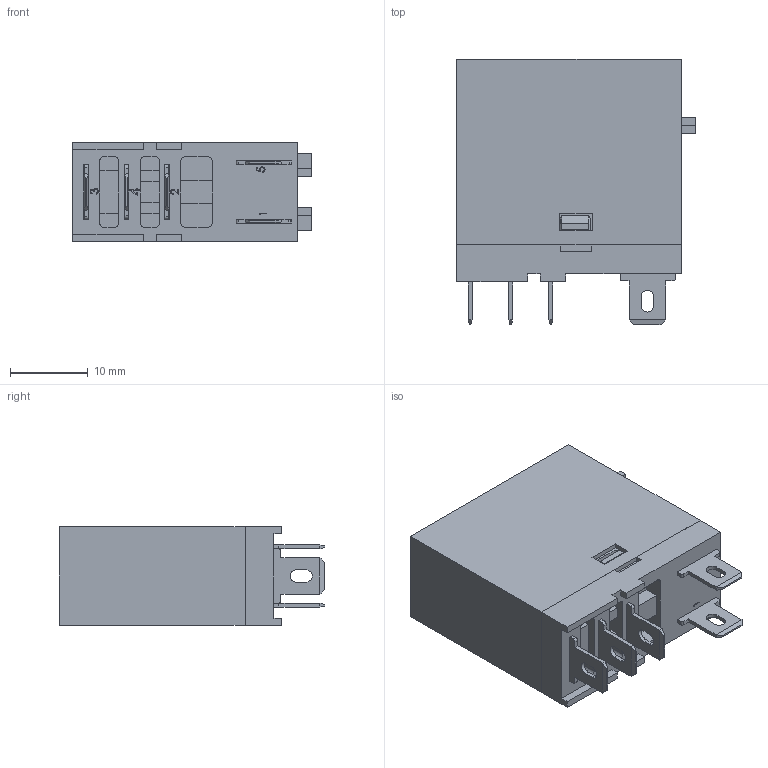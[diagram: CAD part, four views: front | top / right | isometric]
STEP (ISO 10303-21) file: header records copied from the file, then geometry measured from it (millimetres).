
FILE_DESCRIPTION (( 'STEP AP203' ), '1' );
FILE_NAME ('RFT1CO .STEP', '2020-09-01T09:00:28', ( '' ), ( '' ), 'SwSTEP 2.0', 'SolidWorks 2018', '' );
FILE_SCHEMA (( 'CONFIG_CONTROL_DESIGN' ));
Length unit declared in the file: millimetre
Products named in the file (28): 14FT DC线圈架组合(三引线) 6.687.276.05; 14FC  隅弇銅え 7.736.200.00; RFT-1 價釱郪磁 6.125.281.00; RFT-1 俋褲 7.800.276.03; 14FC  DC(苤芛)沺郋 7.777.200.03; 14FT-1 D静片7.725.276.02; RFT 階裔(RAL9001) 7.852.276.00; RFT DC玴沺 7.775.276.01; 14FT-1 H静片17.725.276.01; RFT 呿蹋LED啣20160618 7.806.281.00; RFT 1C DC鼠蚚杶璃 ARY2.281.01GT; 14FT-1C  AC雄銅え 7.730.276.00; 4-3-1LEDµÆ20160611; RFT DC 带灯线圈架（7016）7.804.276.14; 14FT-1 雄銅え郪磁 6.621.276.00; 14FT-1  雄え蟀諉え 7.744.276.01; RFT DC LED蟀諉啣7.317.281.01; 14FT-1 竘盄褐 7.740.276.04-1; RFT-1 推动架（RAL 9001）7.899.276.02; RFT DC 源LED腑殤郪磁6.615.281.01; RFT-1 基座（RAL 9001） 7.810.276.02; 14FT-1 竘盄褐 7.740.276.04; RFT-1 静触点（AgSnO2Cu） 7.732.276.00 ; RFT1CO  ; 14FT-1   右线圈插脚 7.744.276.03; RFT 带灯线圈引线脚 7.740.281.00; RFT-1 动触点（整体） 7.732.276.01; 14FT-1   左线圈插脚 7.744.276.02
Assembly tree (21 placements, depth 4):
  14FC  隅弇銅え 7.736.200.00
  RFT DC玴沺 7.775.276.01
  14FT-1C  AC雄銅え 7.730.276.00
  RFT-1 推动架（RAL 9001）7.899.276.02
  RFT-1 静触点（AgSnO2Cu） 7.732.276.00 
Bounding box: 30.6 x 34 x 12.6 mm (x, y, z)
Volume: 2670.7 mm3; surface area: 8639.6 mm2
Topology: 21 solids, 21 shells, 1193 faces, 3274 edges, 2133 vertices
Faces by surface type: plane 860, cylinder 267, bspline 45, torus 10, sphere 7, cone 4
Entity records: 41976 total; most frequent: CARTESIAN_POINT 8754, ORIENTED_EDGE 6536, DIRECTION 6026, EDGE_CURVE 3268, LINE 2584, VECTOR 2584, VERTEX_POINT 2133, AXIS2_PLACEMENT_3D 1721
